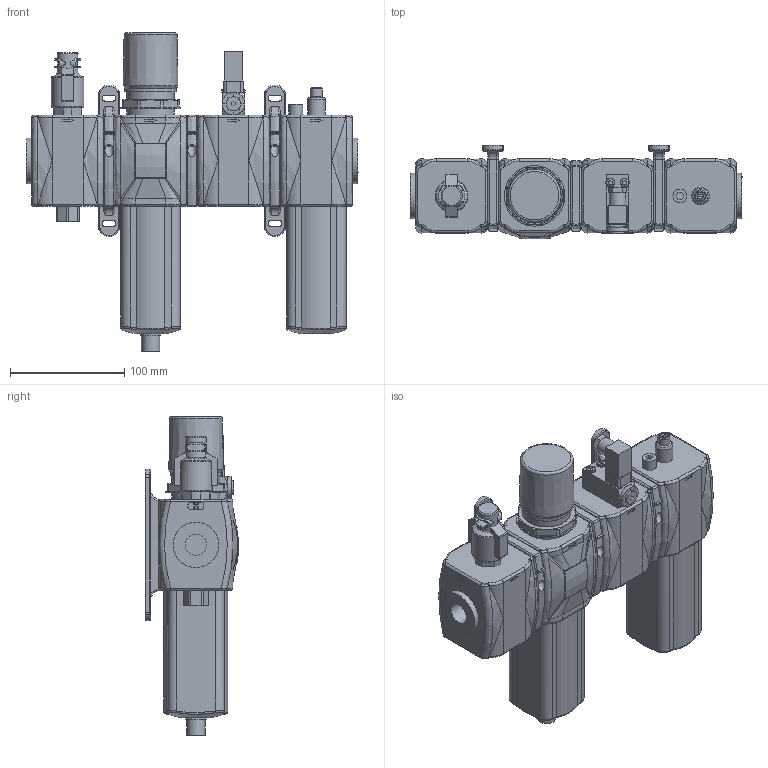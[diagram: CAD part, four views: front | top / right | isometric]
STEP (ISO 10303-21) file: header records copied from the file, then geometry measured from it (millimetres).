
FILE_DESCRIPTION(/* description */ ('Unknown'),/* implementation_level */ '2;1');
FILE_NAME(/* name */ 'GN173BVR@',/* time_stamp */ '2018-10-16T09:18:49-04:00',/* author */ ('Unknown'),/* organization */ ('Unknown'),/* preprocessor_version */ 'ST-DEVELOPER v16.7',/* originating_system */ 'DEX',/* authorisation */ $);
FILE_SCHEMA (('AUTOMOTIVE_DESIGN {1 0 10303 214 3 1 1}'));
Length unit declared in the file: millimetre
Products named in the file (7): GN173BVR; #173BVL; T173Y; #173BEM##; T173X; T173BPP; #173BL#
Assembly tree (7 placements, depth 2):
  GN173BVR
    #173BVL
    T173Y  x2
    #173BEM##
    T173X
    T173BPP
    #173BL#
Bounding box: 291.1 x 82.16 x 279.65 mm (x, y, z)
Volume: 2204170.2 mm3; surface area: 236694.4 mm2
Topology: 8 solids, 9 shells, 1091 faces, 2673 edges, 1697 vertices
Faces by surface type: plane 514, cylinder 288, bspline 175, torus 88, cone 22, sphere 4
Full cylindrical faces by diameter (mm): 1.5 x1, 2 x1, 4.5 x1, 5.3 x1, 5.6 x1, 6 x1, 6.5 x1, 7.3 x3, 7.8 x2, 10.5 x1, 12 x2, 12.5 x1, 14.5 x1, 14.95 x1, 15.5 x1, 16 x1, 18 x1, 18.5 x1, 18.631 x8, 19.5 x1, 23.8 x4, 28.5 x1, 28.8 x4, 40 x11, 42 x2, 43 x1, 45 x1, 53 x1
Entity records: 40503 total; most frequent: CARTESIAN_POINT 11350, ORIENTED_EDGE 4848, DIRECTION 4145, EDGE_CURVE 2424, VERTEX_POINT 1584, AXIS2_PLACEMENT_3D 1433, LINE 1279, VECTOR 1279
